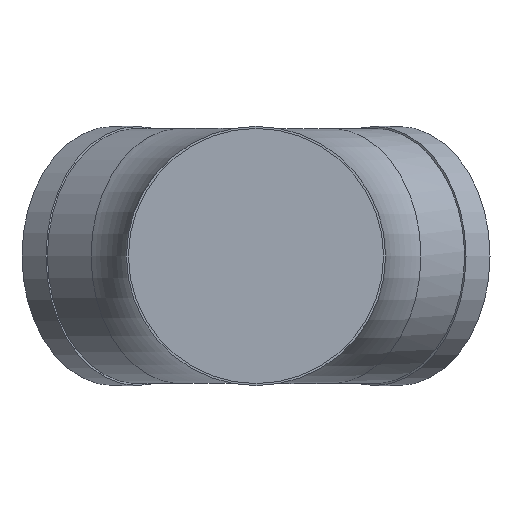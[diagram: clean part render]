
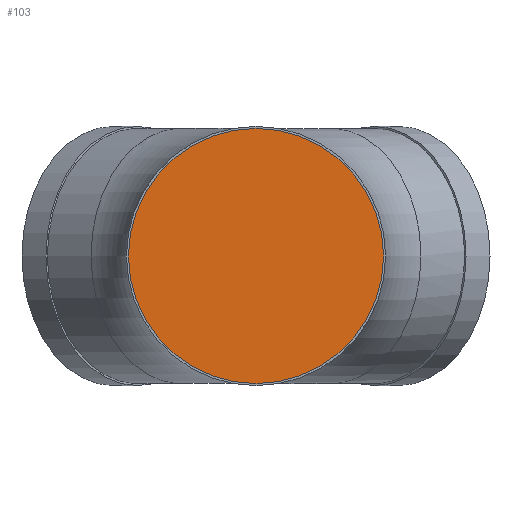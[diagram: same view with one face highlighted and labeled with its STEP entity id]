
A CAD part, front view. The second image highlights one B-rep face of the part: STEP entity #103.
In plain terms, the highlighted planar face has unit normal (0, -1, 0).
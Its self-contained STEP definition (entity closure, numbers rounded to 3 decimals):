
#103 = ADVANCED_FACE( '', ( #210 ), #211, .T. );
#210 = FACE_OUTER_BOUND( '', #314, .T. );
#211 = PLANE( '', #315 );
#314 = EDGE_LOOP( '', ( #453 ) );
#315 = AXIS2_PLACEMENT_3D( '', #454, #455, #456 );
#453 = ORIENTED_EDGE( '', *, *, #546, .T. );
#454 = CARTESIAN_POINT( '', ( 0., 50., 0. ) );
#455 = DIRECTION( '', ( 0., -1., 0. ) );
#456 = DIRECTION( '', ( 0., 0., -1. ) );
#546 = EDGE_CURVE( '', #621, #621, #622, .T. );
#621 = VERTEX_POINT( '', #861 );
#622 = CIRCLE( '', #862, 200. );
#861 = CARTESIAN_POINT( '', ( 0., 50., -200. ) );
#862 = AXIS2_PLACEMENT_3D( '', #943, #944, #945 );
#943 = CARTESIAN_POINT( '', ( 0., 50., 0. ) );
#944 = DIRECTION( '', ( 0., -1., 0. ) );
#945 = DIRECTION( '', ( 0., 0., -1. ) );
